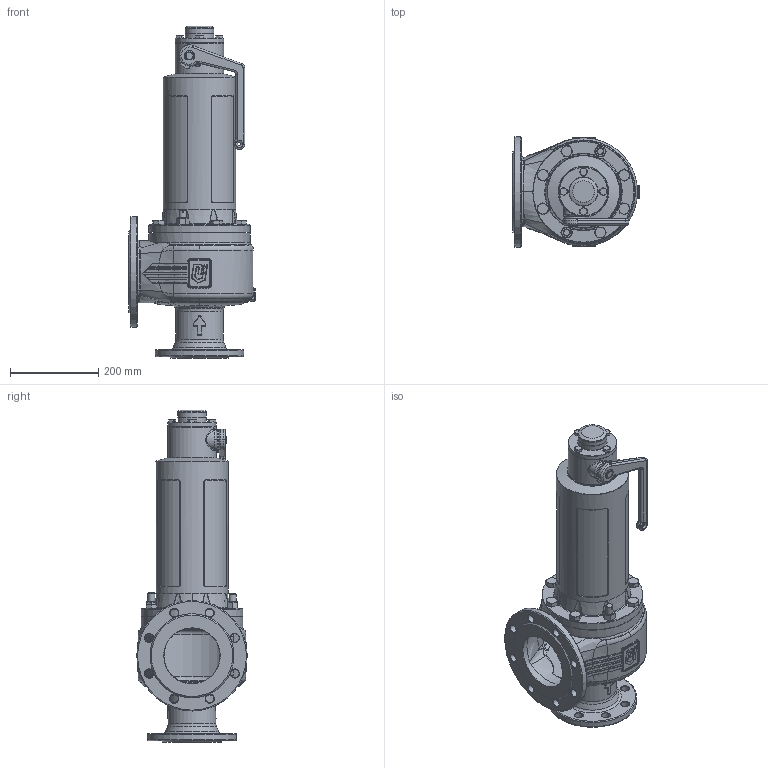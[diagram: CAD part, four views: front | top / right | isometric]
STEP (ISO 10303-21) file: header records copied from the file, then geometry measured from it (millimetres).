
FILE_DESCRIPTION(('HOOPS Exchange Step'),'2;1');
FILE_NAME('SF0610_DN80_80-125.stp','2025-06-27T13:26:51+02:00',('nieru'),('Unknown organisation'),'HOOPS Exchange 2024.2','HOOPS Exchange','Unknown authorisation');
FILE_SCHEMA( ('AP203_CONFIGURATION_CONTROLLED_3D_DESIGN_OF_MECHANICAL_PARTS_AND_ASSEMBLIES_MIM_LF') );
Length unit declared in the file: millimetre
Products named in the file (2): 0; root
Assembly tree (1 placements, depth 2):
  root
    0
Bounding box: 286 x 250 x 751 mm (x, y, z)
Volume: 12127626.6 mm3; surface area: 964884.2 mm2
Topology: 24 solids, 24 shells, 1472 faces, 3664 edges, 2220 vertices
Faces by surface type: bspline 496, cylinder 342, plane 316, torus 188, cone 129, sphere 1
Full cylindrical faces by diameter (mm): 2 x2, 3 x1, 4.9 x1, 8 x1, 13.835 x2, 14.63 x4, 16 x2, 18.1 x1, 19 x16, 22.49 x6, 27.5 x1, 28 x1, 62.8 x1, 65 x3, 81.501 x1, 82 x1, 100.536 x1, 108 x1, 110 x2, 150 x1, 164 x1, 200 x1, 229 x2, 250 x1
Entity records: 123688 total; most frequent: CARTESIAN_POINT 91874, ORIENTED_EDGE 7170, DIRECTION 5535, EDGE_CURVE 3585, AXIS2_PLACEMENT_3D 2286, VERTEX_POINT 2220, EDGE_LOOP 1583, FACE_BOUND 1583
